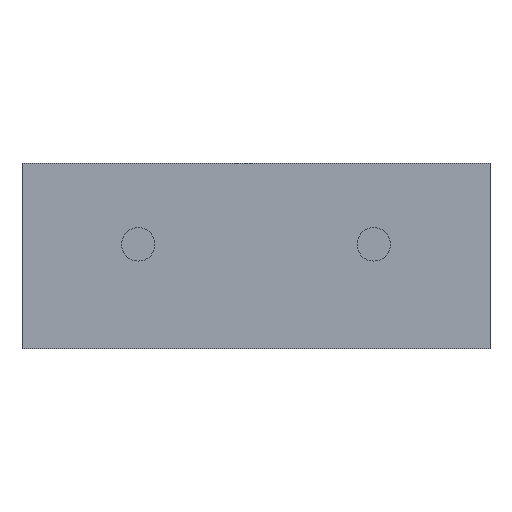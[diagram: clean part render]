
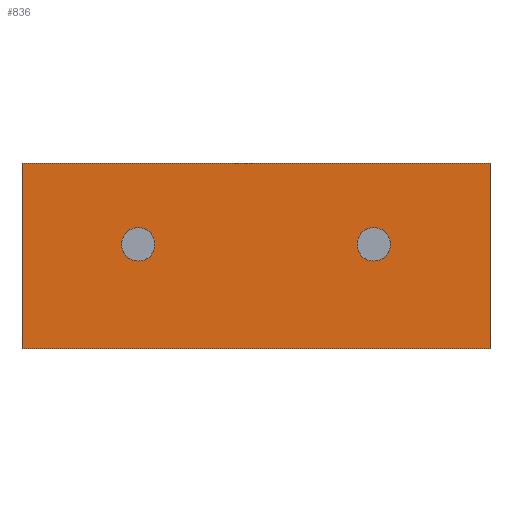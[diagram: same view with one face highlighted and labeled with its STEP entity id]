
A CAD part, front view. The second image highlights one B-rep face of the part: STEP entity #836.
In plain terms, the highlighted planar face has unit normal (0, -1, 0).
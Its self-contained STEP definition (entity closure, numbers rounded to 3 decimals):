
#10 = CARTESIAN_POINT ( 'NONE',  ( 0., 0., 0. ) ) ;
#58 = LINE ( 'NONE', #468, #869 ) ;
#165 = DIRECTION ( 'NONE',  ( 0., 0., -1. ) ) ;
#211 = LINE ( 'NONE', #802, #543 ) ;
#218 = VECTOR ( 'NONE', #916, 1000. ) ;
#243 = LINE ( 'NONE', #411, #218 ) ;
#257 = CARTESIAN_POINT ( 'NONE',  ( -5.05, 0., -2. ) ) ;
#259 = EDGE_CURVE ( 'NONE', #326, #405, #211, .T. ) ;
#318 = AXIS2_PLACEMENT_3D ( 'NONE', #10, #577, #165 ) ;
#326 = VERTEX_POINT ( 'NONE', #738 ) ;
#354 = ORIENTED_EDGE ( 'NONE', *, *, #259, .F. ) ;
#389 = EDGE_CURVE ( 'NONE', #480, #578, #556, .T. ) ;
#405 = VERTEX_POINT ( 'NONE', #257 ) ;
#411 = CARTESIAN_POINT ( 'NONE',  ( -5.05, 0., 2. ) ) ;
#468 = CARTESIAN_POINT ( 'NONE',  ( 5.05, 0., 2. ) ) ;
#469 = EDGE_CURVE ( 'NONE', #578, #326, #58, .T. ) ;
#480 = VERTEX_POINT ( 'NONE', #620 ) ;
#543 = VECTOR ( 'NONE', #897, 1000. ) ;
#556 = LINE ( 'NONE', #839, #909 ) ;
#577 = DIRECTION ( 'NONE',  ( 0., -1., 0. ) ) ;
#578 = VERTEX_POINT ( 'NONE', #774 ) ;
#615 = EDGE_CURVE ( 'NONE', #405, #480, #243, .T. ) ;
#618 = ORIENTED_EDGE ( 'NONE', *, *, #615, .F. ) ;
#620 = CARTESIAN_POINT ( 'NONE',  ( -5.05, 0., 2. ) ) ;
#669 = FACE_OUTER_BOUND ( 'NONE', #925, .T. ) ;
#738 = CARTESIAN_POINT ( 'NONE',  ( 5.05, 0., -2. ) ) ;
#769 = ORIENTED_EDGE ( 'NONE', *, *, #469, .F. ) ;
#774 = CARTESIAN_POINT ( 'NONE',  ( 5.05, 0., 2. ) ) ;
#802 = CARTESIAN_POINT ( 'NONE',  ( -5.05, 0., -2. ) ) ;
#807 = PLANE ( 'NONE',  #318 ) ;
#836 = ADVANCED_FACE ( 'NONE', ( #669 ), #807, .T. ) ;
#839 = CARTESIAN_POINT ( 'NONE',  ( -5.05, 0., 2. ) ) ;
#869 = VECTOR ( 'NONE', #912, 1000. ) ;
#897 = DIRECTION ( 'NONE',  ( -1., 0., 0. ) ) ;
#903 = ORIENTED_EDGE ( 'NONE', *, *, #389, .F. ) ;
#905 = DIRECTION ( 'NONE',  ( 1., 0., 0. ) ) ;
#909 = VECTOR ( 'NONE', #905, 1000. ) ;
#912 = DIRECTION ( 'NONE',  ( 0., 0., -1. ) ) ;
#916 = DIRECTION ( 'NONE',  ( 0., 0., 1. ) ) ;
#925 = EDGE_LOOP ( 'NONE', ( #769, #903, #618, #354 ) ) ;
